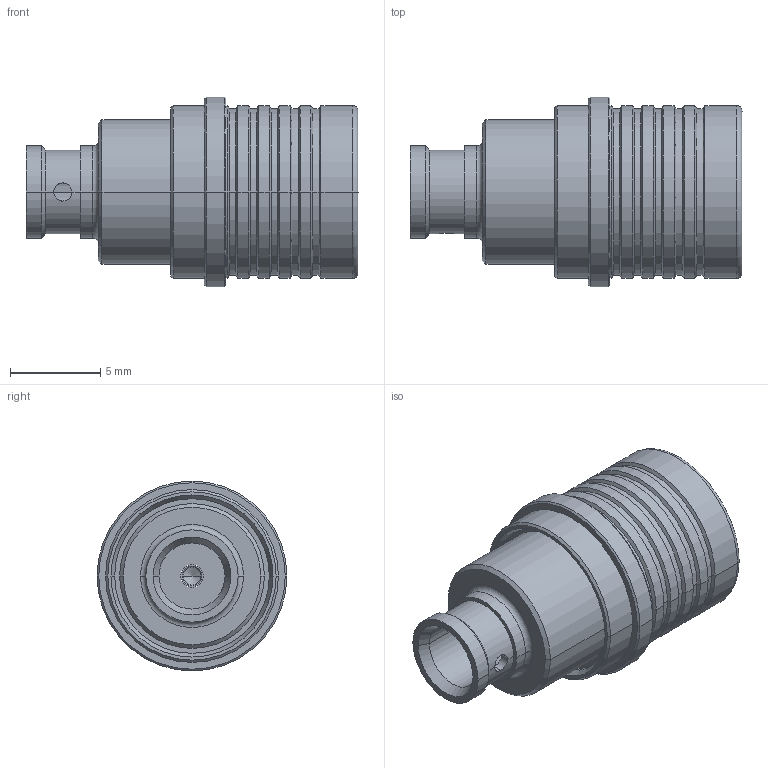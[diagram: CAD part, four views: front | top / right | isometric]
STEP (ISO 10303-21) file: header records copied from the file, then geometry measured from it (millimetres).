
FILE_DESCRIPTION (( 'STEP AP203' ), '1' );
FILE_NAME ('LCCN3239_3D.STEP', '2022-09-02T07:23:36', ( '' ), ( '' ), 'SwSTEP 2.0', 'SolidWorks 2021', '' );
FILE_SCHEMA (( 'CONFIG_CONTROL_DESIGN' ));
Length unit declared in the file: millimetre
Products named in the file (1): LCCN3239_3D
Bounding box: 18.35 x 10.5 x 10.5 mm (x, y, z)
Volume: 599.5 mm3; surface area: 1836.5 mm2
Topology: 3 solids, 6 shells, 311 faces, 776 edges, 483 vertices
Faces by surface type: cylinder 124, cone 102, plane 71, torus 14
Entity records: 10001 total; most frequent: CARTESIAN_POINT 2447, DIRECTION 1622, ORIENTED_EDGE 1548, EDGE_CURVE 774, AXIS2_PLACEMENT_3D 648, VERTEX_POINT 483, CIRCLE 336, EDGE_LOOP 333
